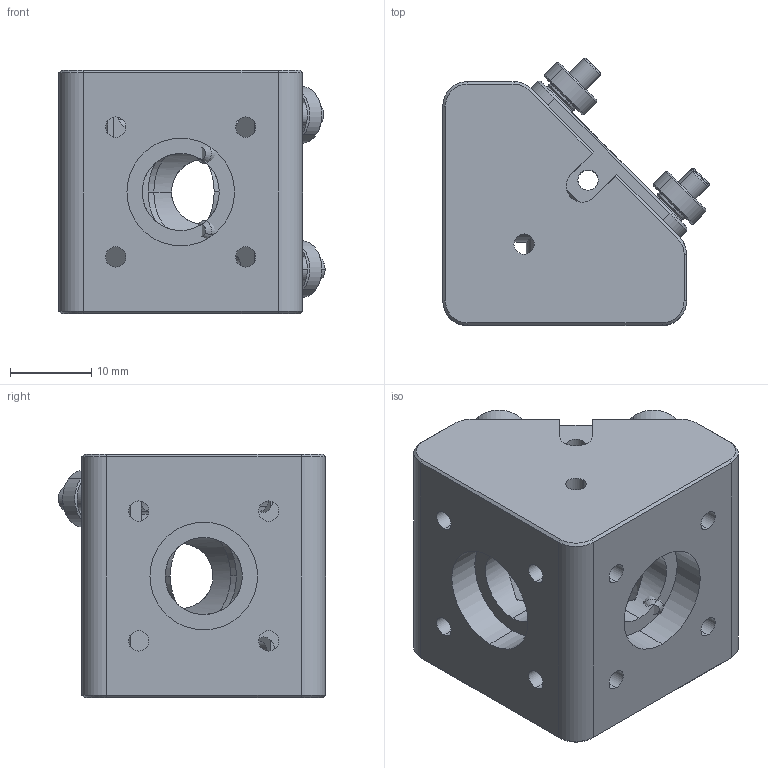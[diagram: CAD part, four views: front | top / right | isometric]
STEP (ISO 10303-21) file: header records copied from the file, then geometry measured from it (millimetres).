
FILE_DESCRIPTION (( 'STEP AP203' ), '1' );
FILE_NAME ('NRM12.7.STEP', '2020-04-14T02:54:39', ( '' ), ( '' ), 'SwSTEP 2.0', 'SolidWorks 2016', '' );
FILE_SCHEMA (( 'CONFIG_CONTROL_DESIGN' ));
Length unit declared in the file: millimetre
Products named in the file (1): NRM12.7
Bounding box: 32.78 x 32.89 x 30 mm (x, y, z)
Surface area: 9069.2 mm2 (no closed solid volume)
Topology: 0 solids, 26 shells, 311 faces, 1112 edges, 805 vertices
Faces by surface type: plane 125, cylinder 111, cone 64, bspline 11
Entity records: 19350 total; most frequent: CARTESIAN_POINT 9828, DIRECTION 1994, ORIENTED_EDGE 1734, EDGE_CURVE 1112, VERTEX_POINT 805, VECTOR 704, LINE 704, AXIS2_PLACEMENT_3D 645
